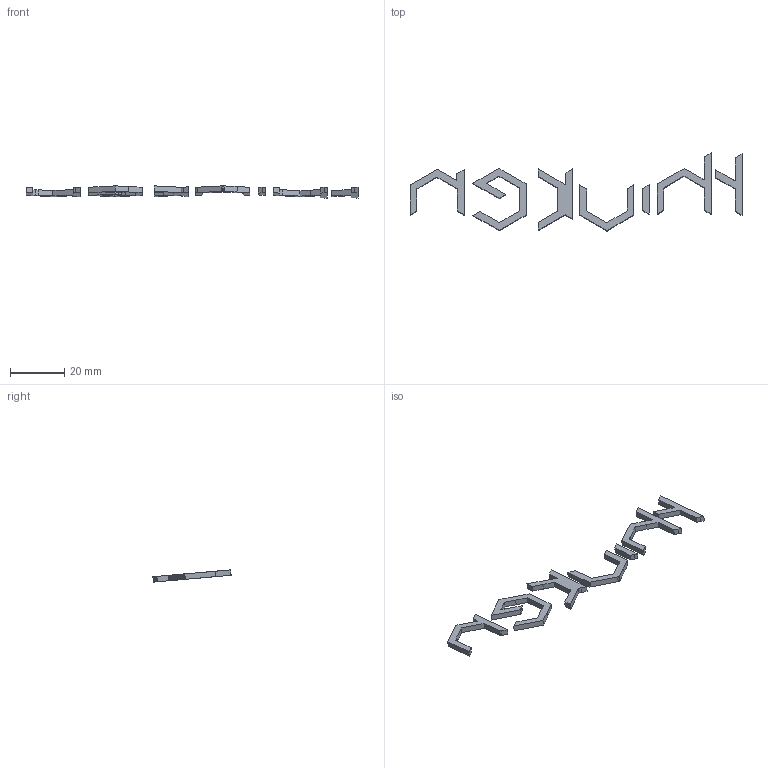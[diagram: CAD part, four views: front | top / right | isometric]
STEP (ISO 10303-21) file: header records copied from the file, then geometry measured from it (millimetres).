
FILE_DESCRIPTION(('HOOPS Exchange Step'),'2;1');
FILE_NAME('temp_export','2024-12-14T23:58:09+01:00',('juanj'),('Shapr3D Limited'),'HOOPS Exchange 2024.6','Shapr3D','Authorized');
FILE_SCHEMA( ('AP242_MANAGED_MODEL_BASED_3D_ENGINEERING_MIM_LF {1 0 10303 442 1 1 4 }') );
Length unit declared in the file: millimetre
Products named in the file (1): Letras Feet
Bounding box: 122.11 x 28.79 x 4.52 mm (x, y, z)
Volume: 1391.9 mm3; surface area: 2543 mm2
Topology: 7 solids, 7 shells, 144 faces, 390 edges, 260 vertices
Faces by surface type: bspline 104, plane 40
Entity records: 6481 total; most frequent: CARTESIAN_POINT 3627, ORIENTED_EDGE 780, EDGE_CURVE 390, VERTEX_POINT 260, B_SPLINE_CURVE_WITH_KNOTS 251, DIRECTION 223, EDGE_LOOP 144, FACE_BOUND 144
